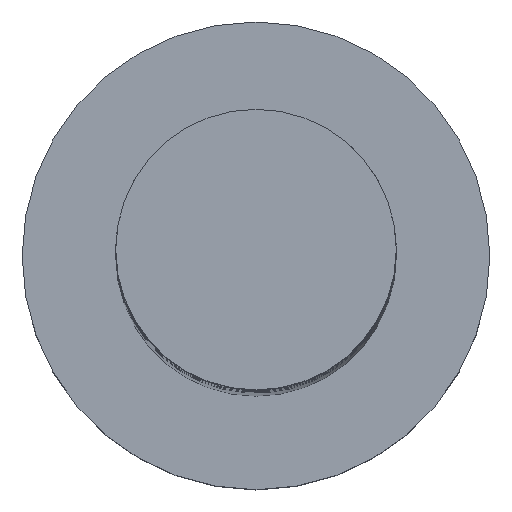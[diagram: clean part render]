
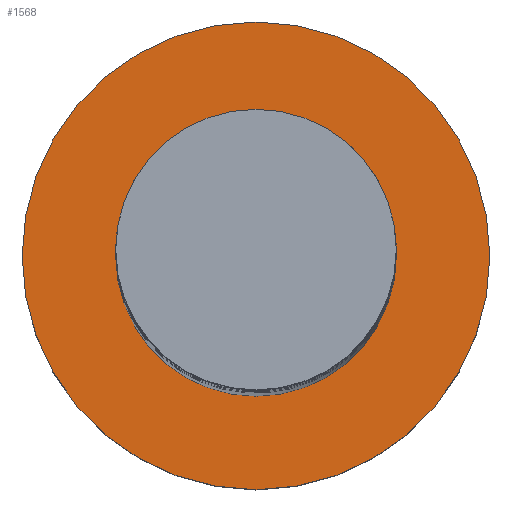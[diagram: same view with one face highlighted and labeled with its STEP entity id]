
A CAD part, top view. The second image highlights one B-rep face of the part: STEP entity #1568.
In plain terms, the highlighted planar face has unit normal (0, 0, 1).
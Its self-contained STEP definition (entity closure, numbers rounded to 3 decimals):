
#1 = DIRECTION ( 'NONE',  ( 1., 0., 0. ) ) ;
#20 = DIRECTION ( 'NONE',  ( 0., 0., 1. ) ) ;
#60 = CIRCLE ( 'NONE', #88, 10. ) ;
#88 = AXIS2_PLACEMENT_3D ( 'NONE', #1148, #744, #1021 ) ;
#136 = CARTESIAN_POINT ( 'NONE',  ( 0., 0., 7. ) ) ;
#162 = VERTEX_POINT ( 'NONE', #1579 ) ;
#227 = EDGE_CURVE ( 'NONE', #540, #704, #60, .T. ) ;
#247 = CARTESIAN_POINT ( 'NONE',  ( -6., 0., 7. ) ) ;
#406 = EDGE_LOOP ( 'NONE', ( #1333, #1049 ) ) ;
#467 = EDGE_CURVE ( 'NONE', #704, #540, #1329, .T. ) ;
#508 = CARTESIAN_POINT ( 'NONE',  ( 10., 0., 7. ) ) ;
#540 = VERTEX_POINT ( 'NONE', #508 ) ;
#541 = CIRCLE ( 'NONE', #1253, 6. ) ;
#649 = AXIS2_PLACEMENT_3D ( 'NONE', #1225, #737, #962 ) ;
#704 = VERTEX_POINT ( 'NONE', #1181 ) ;
#737 = DIRECTION ( 'NONE',  ( 0., 0., 1. ) ) ;
#744 = DIRECTION ( 'NONE',  ( 0., 0., 1. ) ) ;
#781 = CARTESIAN_POINT ( 'NONE',  ( 0., 0., 7. ) ) ;
#789 = EDGE_CURVE ( 'NONE', #162, #936, #1417, .T. ) ;
#792 = FACE_OUTER_BOUND ( 'NONE', #406, .T. ) ;
#834 = ORIENTED_EDGE ( 'NONE', *, *, #1215, .F. ) ;
#936 = VERTEX_POINT ( 'NONE', #247 ) ;
#962 = DIRECTION ( 'NONE',  ( 1., 0., 0. ) ) ;
#1021 = DIRECTION ( 'NONE',  ( 1., 0., 0. ) ) ;
#1026 = DIRECTION ( 'NONE',  ( 1., 0., 0. ) ) ;
#1049 = ORIENTED_EDGE ( 'NONE', *, *, #227, .T. ) ;
#1085 = DIRECTION ( 'NONE',  ( 1., 0., 0. ) ) ;
#1147 = ORIENTED_EDGE ( 'NONE', *, *, #789, .F. ) ;
#1148 = CARTESIAN_POINT ( 'NONE',  ( 0., 0., 7. ) ) ;
#1156 = DIRECTION ( 'NONE',  ( 0., 0., 1. ) ) ;
#1181 = CARTESIAN_POINT ( 'NONE',  ( -10., 0., 7. ) ) ;
#1197 = CARTESIAN_POINT ( 'NONE',  ( 0., 0., 7. ) ) ;
#1204 = DIRECTION ( 'NONE',  ( 0., 0., 1. ) ) ;
#1215 = EDGE_CURVE ( 'NONE', #936, #162, #541, .T. ) ;
#1225 = CARTESIAN_POINT ( 'NONE',  ( 0., 0., 7. ) ) ;
#1253 = AXIS2_PLACEMENT_3D ( 'NONE', #1197, #1204, #1085 ) ;
#1312 = PLANE ( 'NONE',  #1565 ) ;
#1329 = CIRCLE ( 'NONE', #1589, 10. ) ;
#1333 = ORIENTED_EDGE ( 'NONE', *, *, #467, .T. ) ;
#1417 = CIRCLE ( 'NONE', #649, 6. ) ;
#1438 = FACE_BOUND ( 'NONE', #1514, .T. ) ;
#1514 = EDGE_LOOP ( 'NONE', ( #834, #1147 ) ) ;
#1565 = AXIS2_PLACEMENT_3D ( 'NONE', #136, #20, #1026 ) ;
#1568 = ADVANCED_FACE ( 'NONE', ( #1438, #792 ), #1312, .T. ) ;
#1579 = CARTESIAN_POINT ( 'NONE',  ( 6., 0., 7. ) ) ;
#1589 = AXIS2_PLACEMENT_3D ( 'NONE', #781, #1156, #1 ) ;
